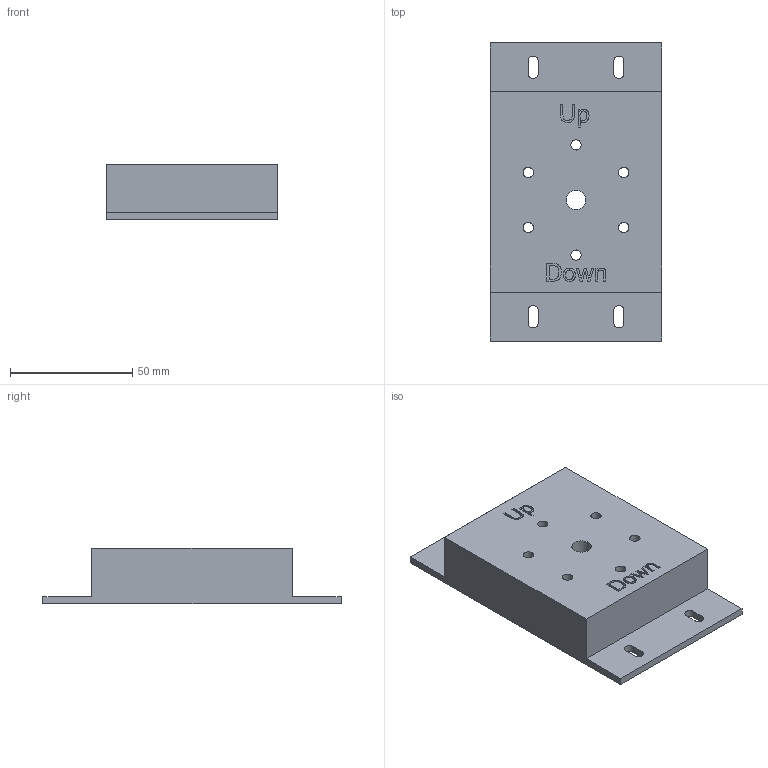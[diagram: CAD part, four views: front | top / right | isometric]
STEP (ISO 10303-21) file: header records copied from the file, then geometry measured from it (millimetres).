
FILE_DESCRIPTION(/* description */ (''),/* implementation_level */ '2;1');
FILE_NAME(/* name */ 'Support Suspension IN v7.stp',/* time_stamp */ '2020-12-05T18:11:24+01:00',/* author */ (''),/* organization */ (''),/* preprocessor_version */ 'ST-DEVELOPER v18.1',/* originating_system */ 'Autodesk Translation Framework v9.3.0.1241',/* authorisation */ '');
FILE_SCHEMA (('AUTOMOTIVE_DESIGN { 1 0 10303 214 3 1 1 }'));
Length unit declared in the file: millimetre
Products named in the file (1): Support Suspension - IN
Bounding box: 70 x 121.8 x 22.8 mm (x, y, z)
Volume: 135407.6 mm3; surface area: 26530.1 mm2
Topology: 1 solids, 1 shells, 157 faces, 438 edges, 292 vertices
Faces by surface type: bspline 73, plane 69, cylinder 15
Full cylindrical faces by diameter (mm): 4.2 x6, 8 x1
Entity records: 5776 total; most frequent: CARTESIAN_POINT 2129, ORIENTED_EDGE 876, DIRECTION 492, EDGE_CURVE 438, VERTEX_POINT 292, LINE 262, VECTOR 262, EDGE_LOOP 188
